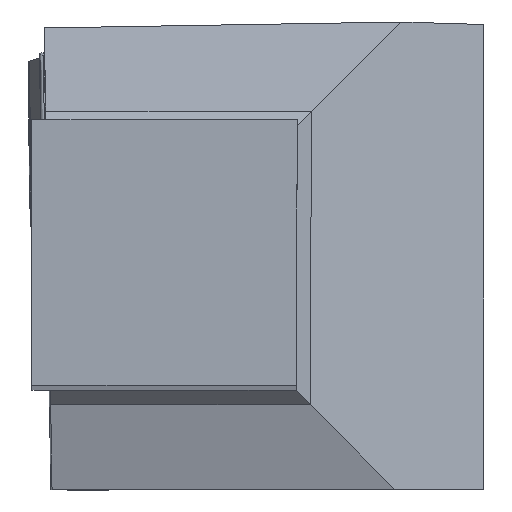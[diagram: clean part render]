
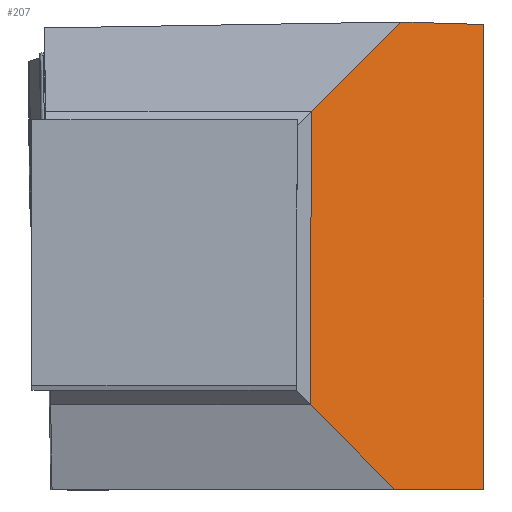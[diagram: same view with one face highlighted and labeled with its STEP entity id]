
A CAD part, top view. The second image highlights one B-rep face of the part: STEP entity #207.
In plain terms, the highlighted planar face has unit normal (0.259, -0.001, 0.966).
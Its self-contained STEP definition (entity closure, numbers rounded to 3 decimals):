
#207=ADVANCED_FACE('SHANK_NECK_OUTSIDE',(#325),#258,.F.);
#258=PLANE('',#1626);
#325=FACE_OUTER_BOUND('',#402,.T.);
#402=EDGE_LOOP('',(#770,#771,#772,#773,#774,#775));
#770=ORIENTED_EDGE('',*,*,#1107,.F.);
#771=ORIENTED_EDGE('',*,*,#1101,.T.);
#772=ORIENTED_EDGE('',*,*,#1121,.F.);
#773=ORIENTED_EDGE('',*,*,#1129,.F.);
#774=ORIENTED_EDGE('',*,*,#1123,.T.);
#775=ORIENTED_EDGE('',*,*,#1093,.F.);
#918=VERTEX_POINT('',#2514);
#919=VERTEX_POINT('',#2516);
#926=VERTEX_POINT('',#2531);
#927=VERTEX_POINT('',#2533);
#933=VERTEX_POINT('',#2554);
#940=VERTEX_POINT('',#2568);
#1093=EDGE_CURVE('',#918,#919,#1248,.T.);
#1101=EDGE_CURVE('',#927,#926,#1256,.T.);
#1107=EDGE_CURVE('',#927,#918,#1262,.T.);
#1121=EDGE_CURVE('',#933,#926,#1276,.T.);
#1123=EDGE_CURVE('',#940,#919,#1278,.T.);
#1129=EDGE_CURVE('',#940,#933,#1284,.T.);
#1248=LINE('',#2515,#1403);
#1256=LINE('',#2532,#1411);
#1262=LINE('',#2543,#1417);
#1276=LINE('',#2572,#1431);
#1278=LINE('',#2575,#1433);
#1284=LINE('',#2587,#1439);
#1403=VECTOR('',#1931,1.);
#1411=VECTOR('',#1941,1.);
#1417=VECTOR('',#1949,1.);
#1431=VECTOR('',#1973,1.);
#1433=VECTOR('',#1977,1.);
#1439=VECTOR('',#1987,1.);
#1626=AXIS2_PLACEMENT_3D('',#2598,#1999,#2000);
#1931=DIRECTION('',(-0.966,0.,0.259));
#1941=DIRECTION('',(-0.966,0.029,0.259));
#1949=DIRECTION('',(0.,-1.,-0.001));
#1973=DIRECTION('',(0.696,0.693,-0.186));
#1977=DIRECTION('',(0.693,-0.696,-0.187));
#1987=DIRECTION('',(0.004,1.,0.));
#1999=DIRECTION('',(-0.259,0.001,-0.966));
#2000=DIRECTION('',(-0.966,0.,0.259));
#2514=CARTESIAN_POINT('',(6.602,-3.5,-107.784));
#2515=CARTESIAN_POINT('',(11.406,-3.5,-109.072));
#2516=CARTESIAN_POINT('',(3.444,-3.5,-106.938));
#2531=CARTESIAN_POINT('',(3.67,13.052,-106.979));
#2532=CARTESIAN_POINT('',(-2.183,13.226,-105.411));
#2533=CARTESIAN_POINT('',(6.602,12.965,-107.765));
#2543=CARTESIAN_POINT('',(6.602,18.774,-107.758));
#2554=CARTESIAN_POINT('',(0.502,9.898,-106.134));
#2568=CARTESIAN_POINT('',(0.457,-0.5,-106.134));
#2572=CARTESIAN_POINT('',(-61.318,-51.653,-89.642));
#2575=CARTESIAN_POINT('',(-60.805,61.03,-89.647));
#2587=CARTESIAN_POINT('',(1.013,126.997,-106.134));
#2598=CARTESIAN_POINT('',(1.013,126.997,-106.134));
